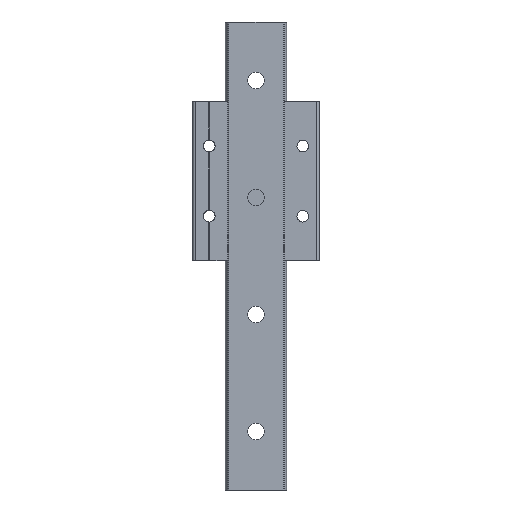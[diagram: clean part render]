
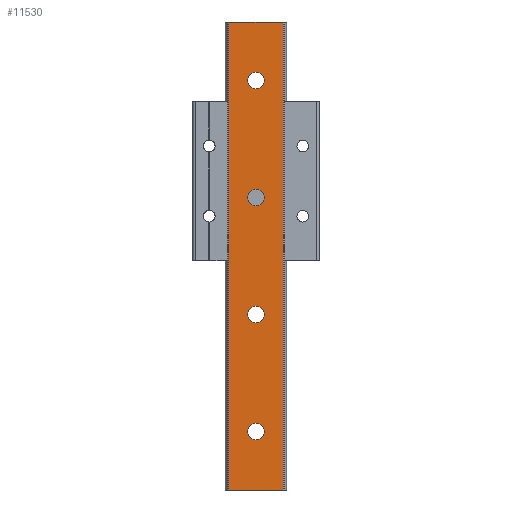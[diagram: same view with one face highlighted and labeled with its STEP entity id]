
A CAD part, front view. The second image highlights one B-rep face of the part: STEP entity #11530.
In plain terms, the highlighted planar face has unit normal (0, -1, 0).
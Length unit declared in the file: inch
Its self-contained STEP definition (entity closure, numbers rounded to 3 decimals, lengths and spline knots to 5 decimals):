
#251 = DIRECTION ( 'NONE',  ( 0., 0., 1. ) ) ;
#346 = AXIS2_PLACEMENT_3D ( 'NONE', #2011, #2763, #5722 ) ;
#403 = CARTESIAN_POINT ( 'NONE',  ( 0., 0., -3.51378 ) ) ;
#412 = DIRECTION ( 'NONE',  ( 0., 0., 1. ) ) ;
#639 = DIRECTION ( 'NONE',  ( 0., 0., 1. ) ) ;
#720 = CARTESIAN_POINT ( 'NONE',  ( 0., 0., -3.44488 ) ) ;
#819 = FACE_BOUND ( 'NONE', #6965, .T. ) ;
#822 = DIRECTION ( 'NONE',  ( 0., 0., 1. ) ) ;
#849 = EDGE_CURVE ( 'NONE', #8762, #3548, #6758, .T. ) ;
#945 = VERTEX_POINT ( 'NONE', #7057 ) ;
#1271 = LINE ( 'NONE', #3507, #9402 ) ;
#1418 = CARTESIAN_POINT ( 'NONE',  ( 0., 0., -2.46063 ) ) ;
#1432 = DIRECTION ( 'NONE',  ( 0., 0., 1. ) ) ;
#1578 = CARTESIAN_POINT ( 'NONE',  ( -0.23007, 0., -3.937 ) ) ;
#1666 = EDGE_CURVE ( 'NONE', #10497, #7352, #7199, .T. ) ;
#2011 = CARTESIAN_POINT ( 'NONE',  ( 0., 0., -2.46063 ) ) ;
#2049 = ORIENTED_EDGE ( 'NONE', *, *, #1666, .T. ) ;
#2221 = EDGE_CURVE ( 'NONE', #9783, #5992, #4557, .T. ) ;
#2447 = EDGE_CURVE ( 'NONE', #4164, #6221, #1271, .T. ) ;
#2529 = EDGE_CURVE ( 'NONE', #945, #5554, #4352, .T. ) ;
#2641 = CARTESIAN_POINT ( 'NONE',  ( 0., 0., -0.49213 ) ) ;
#2763 = DIRECTION ( 'NONE',  ( 0., 1., 0. ) ) ;
#2795 = DIRECTION ( 'NONE',  ( 1., 0., 0. ) ) ;
#2826 = DIRECTION ( 'NONE',  ( 0., 1., 0. ) ) ;
#2835 = ORIENTED_EDGE ( 'NONE', *, *, #9152, .T. ) ;
#2922 = LINE ( 'NONE', #8550, #12124 ) ;
#3082 = CARTESIAN_POINT ( 'NONE',  ( 0., 0., -1.47638 ) ) ;
#3414 = CARTESIAN_POINT ( 'NONE',  ( -0.23007, 0., 0. ) ) ;
#3452 = CARTESIAN_POINT ( 'NONE',  ( 0.23007, 0., -3.937 ) ) ;
#3507 = CARTESIAN_POINT ( 'NONE',  ( -0.23007, 0., -3.937 ) ) ;
#3548 = VERTEX_POINT ( 'NONE', #11401 ) ;
#3568 = CIRCLE ( 'NONE', #9608, 0.0689 ) ;
#3632 = AXIS2_PLACEMENT_3D ( 'NONE', #3082, #5044, #251 ) ;
#3749 = CARTESIAN_POINT ( 'NONE',  ( 0.23007, 0., 0. ) ) ;
#4149 = EDGE_CURVE ( 'NONE', #6221, #7352, #2922, .T. ) ;
#4164 = VERTEX_POINT ( 'NONE', #7730 ) ;
#4301 = EDGE_CURVE ( 'NONE', #5992, #9783, #5310, .T. ) ;
#4307 = CARTESIAN_POINT ( 'NONE',  ( 0., 0., -1.54528 ) ) ;
#4352 = CIRCLE ( 'NONE', #8001, 0.0689 ) ;
#4522 = DIRECTION ( 'NONE',  ( 1., 0., 0. ) ) ;
#4557 = CIRCLE ( 'NONE', #9578, 0.0689 ) ;
#4617 = DIRECTION ( 'NONE',  ( 0., 1., 0. ) ) ;
#4708 = FACE_BOUND ( 'NONE', #5857, .T. ) ;
#4854 = CARTESIAN_POINT ( 'NONE',  ( 0., 0., -1.47638 ) ) ;
#4885 = VERTEX_POINT ( 'NONE', #5370 ) ;
#5044 = DIRECTION ( 'NONE',  ( 0., 1., 0. ) ) ;
#5255 = DIRECTION ( 'NONE',  ( 0., 1., 0. ) ) ;
#5310 = CIRCLE ( 'NONE', #11322, 0.0689 ) ;
#5370 = CARTESIAN_POINT ( 'NONE',  ( 0., 0., -2.52953 ) ) ;
#5549 = AXIS2_PLACEMENT_3D ( 'NONE', #2641, #9739, #8880 ) ;
#5554 = VERTEX_POINT ( 'NONE', #4307 ) ;
#5666 = DIRECTION ( 'NONE',  ( 0., 1., 0. ) ) ;
#5712 = CARTESIAN_POINT ( 'NONE',  ( 0., 0., -0.42323 ) ) ;
#5722 = DIRECTION ( 'NONE',  ( 0., 0., 1. ) ) ;
#5796 = ORIENTED_EDGE ( 'NONE', *, *, #9172, .T. ) ;
#5812 = ORIENTED_EDGE ( 'NONE', *, *, #4149, .F. ) ;
#5839 = CARTESIAN_POINT ( 'NONE',  ( 0., 0., -3.37598 ) ) ;
#5849 = EDGE_CURVE ( 'NONE', #11893, #4885, #9399, .T. ) ;
#5857 = EDGE_LOOP ( 'NONE', ( #11611, #5796 ) ) ;
#5945 = ORIENTED_EDGE ( 'NONE', *, *, #7015, .T. ) ;
#5992 = VERTEX_POINT ( 'NONE', #5839 ) ;
#6221 = VERTEX_POINT ( 'NONE', #3414 ) ;
#6706 = DIRECTION ( 'NONE',  ( 0., 0., 1. ) ) ;
#6758 = CIRCLE ( 'NONE', #5549, 0.0689 ) ;
#6965 = EDGE_LOOP ( 'NONE', ( #7907, #5945 ) ) ;
#7005 = CARTESIAN_POINT ( 'NONE',  ( 0., 0., -0.49213 ) ) ;
#7015 = EDGE_CURVE ( 'NONE', #3548, #8762, #3568, .T. ) ;
#7057 = CARTESIAN_POINT ( 'NONE',  ( 0., 0., -1.40748 ) ) ;
#7199 = LINE ( 'NONE', #12089, #8567 ) ;
#7259 = DIRECTION ( 'NONE',  ( 0., 0., 1. ) ) ;
#7313 = ORIENTED_EDGE ( 'NONE', *, *, #2221, .T. ) ;
#7352 = VERTEX_POINT ( 'NONE', #3749 ) ;
#7414 = VECTOR ( 'NONE', #4522, 39.37008 ) ;
#7730 = CARTESIAN_POINT ( 'NONE',  ( -0.23007, 0., -3.937 ) ) ;
#7907 = ORIENTED_EDGE ( 'NONE', *, *, #849, .T. ) ;
#8001 = AXIS2_PLACEMENT_3D ( 'NONE', #4854, #2826, #822 ) ;
#8063 = ORIENTED_EDGE ( 'NONE', *, *, #5849, .T. ) ;
#8078 = AXIS2_PLACEMENT_3D ( 'NONE', #1418, #5255, #412 ) ;
#8298 = CIRCLE ( 'NONE', #8078, 0.0689 ) ;
#8550 = CARTESIAN_POINT ( 'NONE',  ( -0.23007, 0., 0. ) ) ;
#8567 = VECTOR ( 'NONE', #7259, 39.37008 ) ;
#8576 = FACE_OUTER_BOUND ( 'NONE', #10746, .T. ) ;
#8762 = VERTEX_POINT ( 'NONE', #5712 ) ;
#8880 = DIRECTION ( 'NONE',  ( 0., 0., 1. ) ) ;
#9027 = EDGE_LOOP ( 'NONE', ( #8063, #2835 ) ) ;
#9072 = CIRCLE ( 'NONE', #3632, 0.0689 ) ;
#9152 = EDGE_CURVE ( 'NONE', #4885, #11893, #8298, .T. ) ;
#9172 = EDGE_CURVE ( 'NONE', #5554, #945, #9072, .T. ) ;
#9274 = LINE ( 'NONE', #1578, #7414 ) ;
#9287 = DIRECTION ( 'NONE',  ( 0., -1., 0. ) ) ;
#9336 = PLANE ( 'NONE',  #10205 ) ;
#9399 = CIRCLE ( 'NONE', #346, 0.0689 ) ;
#9402 = VECTOR ( 'NONE', #11782, 39.37008 ) ;
#9486 = ORIENTED_EDGE ( 'NONE', *, *, #2447, .F. ) ;
#9578 = AXIS2_PLACEMENT_3D ( 'NONE', #12116, #11864, #1432 ) ;
#9608 = AXIS2_PLACEMENT_3D ( 'NONE', #7005, #5666, #639 ) ;
#9739 = DIRECTION ( 'NONE',  ( 0., 1., 0. ) ) ;
#9783 = VERTEX_POINT ( 'NONE', #403 ) ;
#10047 = ORIENTED_EDGE ( 'NONE', *, *, #4301, .T. ) ;
#10135 = CARTESIAN_POINT ( 'NONE',  ( -0.23007, 0., -3.937 ) ) ;
#10205 = AXIS2_PLACEMENT_3D ( 'NONE', #10135, #9287, #11124 ) ;
#10257 = FACE_BOUND ( 'NONE', #9027, .T. ) ;
#10441 = FACE_BOUND ( 'NONE', #11005, .T. ) ;
#10497 = VERTEX_POINT ( 'NONE', #3452 ) ;
#10746 = EDGE_LOOP ( 'NONE', ( #5812, #9486, #11289, #2049 ) ) ;
#10831 = EDGE_CURVE ( 'NONE', #4164, #10497, #9274, .T. ) ;
#11005 = EDGE_LOOP ( 'NONE', ( #10047, #7313 ) ) ;
#11124 = DIRECTION ( 'NONE',  ( 1., 0., 0. ) ) ;
#11244 = CARTESIAN_POINT ( 'NONE',  ( 0., 0., -2.39173 ) ) ;
#11289 = ORIENTED_EDGE ( 'NONE', *, *, #10831, .T. ) ;
#11322 = AXIS2_PLACEMENT_3D ( 'NONE', #720, #4617, #6706 ) ;
#11401 = CARTESIAN_POINT ( 'NONE',  ( 0., 0., -0.56102 ) ) ;
#11530 = ADVANCED_FACE ( 'NONE', ( #10441, #10257, #4708, #819, #8576 ), #9336, .T. ) ;
#11611 = ORIENTED_EDGE ( 'NONE', *, *, #2529, .T. ) ;
#11782 = DIRECTION ( 'NONE',  ( 0., 0., 1. ) ) ;
#11864 = DIRECTION ( 'NONE',  ( 0., 1., 0. ) ) ;
#11893 = VERTEX_POINT ( 'NONE', #11244 ) ;
#12089 = CARTESIAN_POINT ( 'NONE',  ( 0.23007, 0., -3.937 ) ) ;
#12116 = CARTESIAN_POINT ( 'NONE',  ( 0., 0., -3.44488 ) ) ;
#12124 = VECTOR ( 'NONE', #2795, 39.37008 ) ;
